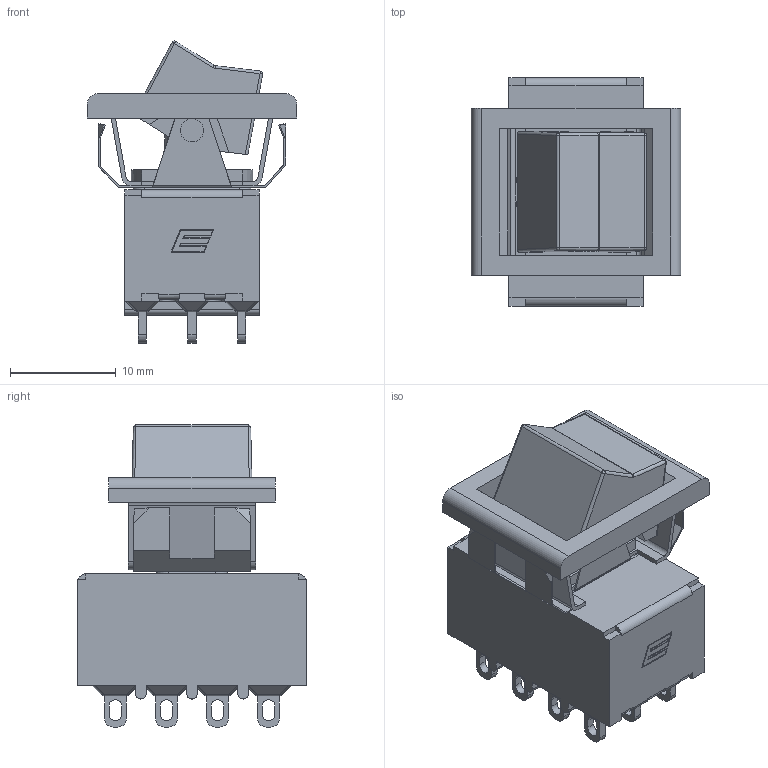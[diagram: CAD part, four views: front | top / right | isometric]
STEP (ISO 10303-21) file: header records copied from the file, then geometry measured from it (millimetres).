
FILE_DESCRIPTION((' '),'2;1');
FILE_NAME('3004PxR6xxxM1xExxx.stp','2017-07-20T15:59:59',(' '),(' '),' ','ACIS',' ');
FILE_SCHEMA(('CONFIG_CONTROL_DESIGN'));
Length unit declared in the file: inch
Products named in the file (1): 3004PxR6xxxM1xExxx.stp
Bounding box: 19.85 x 21.59 x 28.58 mm (x, y, z)
Volume: 4161.3 mm3; surface area: 3940.9 mm2
Topology: 1 solids, 1 shells, 682 faces, 1767 edges, 1099 vertices
Faces by surface type: plane 430, cylinder 194, sphere 52, cone 4, bspline 2
Full cylindrical faces by diameter (mm): 2.2 x2, 3.2 x1, 5.2 x1
Entity records: 20721 total; most frequent: CARTESIAN_POINT 3631, DIRECTION 3560, ORIENTED_EDGE 3524, EDGE_CURVE 1762, VECTOR 1326, LINE 1326, AXIS2_PLACEMENT_3D 1117, VERTEX_POINT 1098
